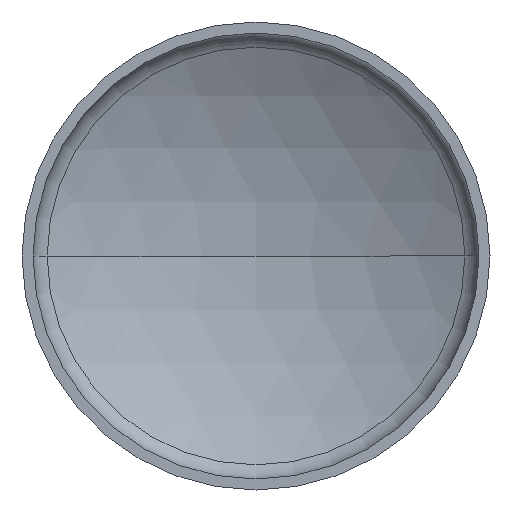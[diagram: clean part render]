
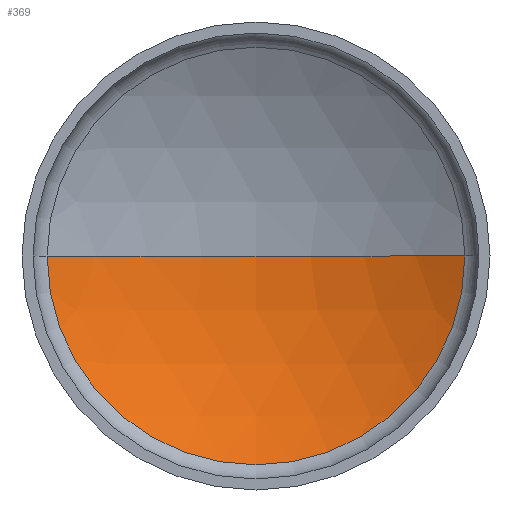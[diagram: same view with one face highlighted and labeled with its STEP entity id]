
A CAD part, front view. The second image highlights one B-rep face of the part: STEP entity #369.
In plain terms, the highlighted spherical face has radius 78 mm.
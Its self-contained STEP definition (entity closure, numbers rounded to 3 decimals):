
#3 = CARTESIAN_POINT ( 'NONE',  ( 0., -60., 0. ) ) ;
#5 = DIRECTION ( 'NONE',  ( 1., 0., 0. ) ) ;
#8 = CIRCLE ( 'NONE', #185, 78. ) ;
#32 = DIRECTION ( 'NONE',  ( 0., 0., 1. ) ) ;
#44 = FACE_OUTER_BOUND ( 'NONE', #373, .T. ) ;
#47 = CARTESIAN_POINT ( 'NONE',  ( -37.932, 8.156, 0. ) ) ;
#50 = CARTESIAN_POINT ( 'NONE',  ( 0., -60., 0. ) ) ;
#55 = AXIS2_PLACEMENT_3D ( 'NONE', #217, #224, #342 ) ;
#73 = SPHERICAL_SURFACE ( 'NONE', #283, 78. ) ;
#99 = CARTESIAN_POINT ( 'NONE',  ( 37.932, 8.156, 0. ) ) ;
#117 = ORIENTED_EDGE ( 'NONE', *, *, #192, .F. ) ;
#185 = AXIS2_PLACEMENT_3D ( 'NONE', #221, #32, #5 ) ;
#192 = EDGE_CURVE ( 'NONE', #272, #364, #216, .T. ) ;
#211 = ORIENTED_EDGE ( 'NONE', *, *, #247, .T. ) ;
#216 = CIRCLE ( 'NONE', #55, 37.932 ) ;
#217 = CARTESIAN_POINT ( 'NONE',  ( 0., 8.156, 0. ) ) ;
#221 = CARTESIAN_POINT ( 'NONE',  ( 0., -60., 0. ) ) ;
#224 = DIRECTION ( 'NONE',  ( 0., 1., 0. ) ) ;
#231 = DIRECTION ( 'NONE',  ( -1., 0., 0. ) ) ;
#234 = DIRECTION ( 'NONE',  ( 0., 0., 1. ) ) ;
#247 = EDGE_CURVE ( 'NONE', #272, #275, #8, .T. ) ;
#269 = AXIS2_PLACEMENT_3D ( 'NONE', #3, #350, #356 ) ;
#272 = VERTEX_POINT ( 'NONE', #99 ) ;
#275 = VERTEX_POINT ( 'NONE', #348 ) ;
#283 = AXIS2_PLACEMENT_3D ( 'NONE', #50, #234, #231 ) ;
#303 = EDGE_CURVE ( 'NONE', #364, #275, #390, .T. ) ;
#342 = DIRECTION ( 'NONE',  ( -1., 0., 0. ) ) ;
#348 = CARTESIAN_POINT ( 'NONE',  ( 0., 18., 0. ) ) ;
#350 = DIRECTION ( 'NONE',  ( 0., 0., -1. ) ) ;
#356 = DIRECTION ( 'NONE',  ( -1., 0., 0. ) ) ;
#364 = VERTEX_POINT ( 'NONE', #47 ) ;
#369 = ADVANCED_FACE ( 'NONE', ( #44 ), #73, .F. ) ;
#373 = EDGE_LOOP ( 'NONE', ( #117, #211, #394 ) ) ;
#390 = CIRCLE ( 'NONE', #269, 78. ) ;
#394 = ORIENTED_EDGE ( 'NONE', *, *, #303, .F. ) ;
